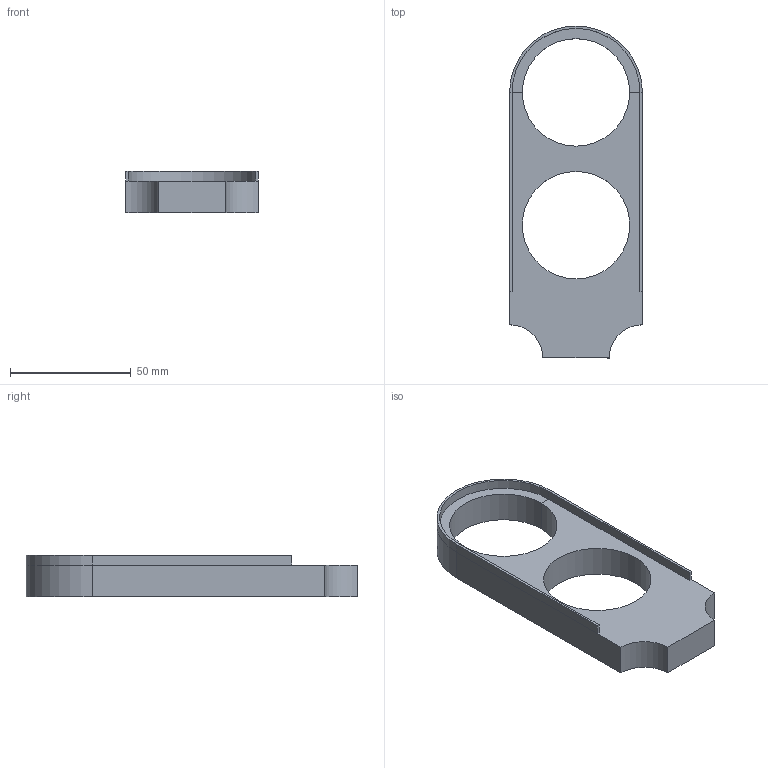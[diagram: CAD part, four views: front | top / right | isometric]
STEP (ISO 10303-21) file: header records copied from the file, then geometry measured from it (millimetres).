
FILE_DESCRIPTION(('FreeCAD Model'),'2;1');
FILE_NAME('Open CASCADE Shape Model','2021-04-30T13:40:43',('Author'),( ''),'Open CASCADE STEP processor 7.5','FreeCAD','Unknown');
FILE_SCHEMA(('AUTOMOTIVE_DESIGN { 1 0 10303 214 1 1 1 1 }'));
Length unit declared in the file: millimetre
Products named in the file (1): Fusion001
Bounding box: 55 x 137.5 x 17 mm (x, y, z)
Volume: 50794.1 mm3; surface area: 18119.8 mm2
Topology: 1 solids, 1 shells, 28 faces, 64 edges, 34 vertices
Faces by surface type: plane 20, cylinder 8
Full cylindrical faces by diameter (mm): 44.5 x1
Entity records: 1616 total; most frequent: CARTESIAN_POINT 264, DIRECTION 256, LINE 154, VECTOR 154, ORIENTED_EDGE 132, PCURVE 128, DEFINITIONAL_REPRESENTATION 128, EDGE_CURVE 64
